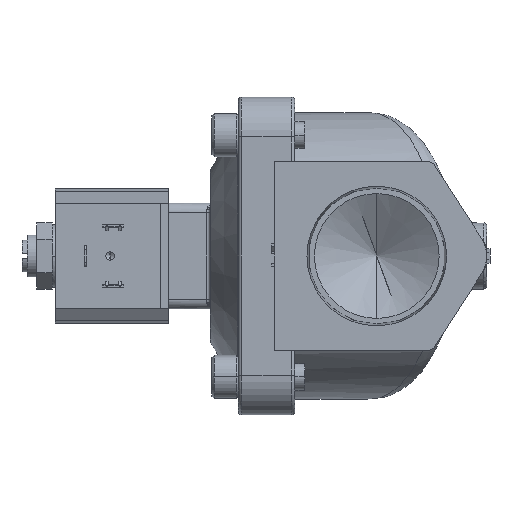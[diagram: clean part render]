
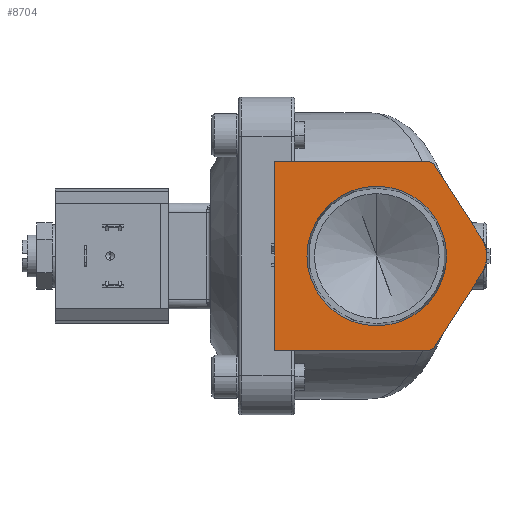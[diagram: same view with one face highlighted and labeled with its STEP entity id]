
A CAD part, left-side view. The second image highlights one B-rep face of the part: STEP entity #8704.
In plain terms, the highlighted planar face has unit normal (-1, 0, 0).
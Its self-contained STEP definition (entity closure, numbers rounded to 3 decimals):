
#115 = AXIS2_PLACEMENT_3D ( 'NONE', #13794, #9053, #7933 ) ;
#269 = ORIENTED_EDGE ( 'NONE', *, *, #8625, .T. ) ;
#1323 = CARTESIAN_POINT ( 'NONE',  ( -65.5, -48.911, 28.5 ) ) ;
#1422 = VERTEX_POINT ( 'NONE', #1323 ) ;
#1578 = VERTEX_POINT ( 'NONE', #4343 ) ;
#1580 = VERTEX_POINT ( 'NONE', #11781 ) ;
#1683 = DIRECTION ( 'NONE',  ( -1., 0., 0. ) ) ;
#1730 = DIRECTION ( 'NONE',  ( 0., 0., 1. ) ) ;
#2016 = VERTEX_POINT ( 'NONE', #4483 ) ;
#2383 = VERTEX_POINT ( 'NONE', #3228 ) ;
#2403 = ORIENTED_EDGE ( 'NONE', *, *, #12100, .T. ) ;
#2519 = EDGE_CURVE ( 'NONE', #14298, #1422, #13424, .T. ) ;
#3028 = VECTOR ( 'NONE', #13709, 1000. ) ;
#3228 = CARTESIAN_POINT ( 'NONE',  ( -65.5, -2.5, 28.5 ) ) ;
#3613 = VERTEX_POINT ( 'NONE', #3995 ) ;
#3857 = ORIENTED_EDGE ( 'NONE', *, *, #10326, .F. ) ;
#3868 = LINE ( 'NONE', #6355, #11191 ) ;
#3995 = CARTESIAN_POINT ( 'NONE',  ( -65.5, -50.591, -27.585 ) ) ;
#4219 = CIRCLE ( 'NONE', #5504, 21.082 ) ;
#4343 = CARTESIAN_POINT ( 'NONE',  ( -65.5, -64.901, 5.425 ) ) ;
#4395 = ORIENTED_EDGE ( 'NONE', *, *, #13777, .T. ) ;
#4483 = CARTESIAN_POINT ( 'NONE',  ( -65.5, -2.5, -28.5 ) ) ;
#4654 = FACE_BOUND ( 'NONE', #13254, .T. ) ;
#4841 = EDGE_LOOP ( 'NONE', ( #2403, #6623, #10084, #6234, #269, #9546, #4395, #5194 ) ) ;
#5147 = LINE ( 'NONE', #8825, #3028 ) ;
#5194 = ORIENTED_EDGE ( 'NONE', *, *, #7901, .T. ) ;
#5305 = CARTESIAN_POINT ( 'NONE',  ( -65.5, -56.5, 28.5 ) ) ;
#5394 = CARTESIAN_POINT ( 'NONE',  ( -65.5, -33.3, 21.082 ) ) ;
#5504 = AXIS2_PLACEMENT_3D ( 'NONE', #6156, #12072, #15773 ) ;
#5557 = VERTEX_POINT ( 'NONE', #13904 ) ;
#5990 = AXIS2_PLACEMENT_3D ( 'NONE', #15122, #1683, #11213 ) ;
#6156 = CARTESIAN_POINT ( 'NONE',  ( -65.5, -33.3, 0. ) ) ;
#6234 = ORIENTED_EDGE ( 'NONE', *, *, #2519, .T. ) ;
#6355 = CARTESIAN_POINT ( 'NONE',  ( -65.5, -2.5, 0. ) ) ;
#6363 = DIRECTION ( 'NONE',  ( 0., -0.542, 0.84 ) ) ;
#6435 = CARTESIAN_POINT ( 'NONE',  ( -65.5, -50.591, -27.585 ) ) ;
#6623 = ORIENTED_EDGE ( 'NONE', *, *, #7394, .T. ) ;
#6812 = PLANE ( 'NONE',  #12371 ) ;
#7133 = DIRECTION ( 'NONE',  ( -1., 0., 0. ) ) ;
#7371 = CARTESIAN_POINT ( 'NONE',  ( -65.5, -48.911, 26.5 ) ) ;
#7394 = EDGE_CURVE ( 'NONE', #1580, #1578, #9220, .T. ) ;
#7449 = DIRECTION ( 'NONE',  ( -1., 0., 0. ) ) ;
#7562 = EDGE_CURVE ( 'NONE', #11301, #8342, #9809, .T. ) ;
#7901 = EDGE_CURVE ( 'NONE', #5557, #3613, #10330, .T. ) ;
#7933 = DIRECTION ( 'NONE',  ( 0., 0., 1. ) ) ;
#7975 = AXIS2_PLACEMENT_3D ( 'NONE', #12929, #12686, #1730 ) ;
#8175 = DIRECTION ( 'NONE',  ( 0., 0., 1. ) ) ;
#8342 = VERTEX_POINT ( 'NONE', #5394 ) ;
#8493 = CARTESIAN_POINT ( 'NONE',  ( -65.5, -56.5, -28.5 ) ) ;
#8612 = CARTESIAN_POINT ( 'NONE',  ( -65.5, -33.3, -21.082 ) ) ;
#8625 = EDGE_CURVE ( 'NONE', #1422, #2383, #10117, .T. ) ;
#8704 = ADVANCED_FACE ( 'NONE', ( #4654, #10585 ), #6812, .T. ) ;
#8793 = VECTOR ( 'NONE', #15228, 1000. ) ;
#8825 = CARTESIAN_POINT ( 'NONE',  ( -65.5, -64.901, 5.425 ) ) ;
#8844 = LINE ( 'NONE', #6435, #8905 ) ;
#8905 = VECTOR ( 'NONE', #6363, 1000. ) ;
#9053 = DIRECTION ( 'NONE',  ( -1., 0., 0. ) ) ;
#9220 = CIRCLE ( 'NONE', #7975, 10. ) ;
#9546 = ORIENTED_EDGE ( 'NONE', *, *, #15322, .T. ) ;
#9809 = CIRCLE ( 'NONE', #115, 21.082 ) ;
#10084 = ORIENTED_EDGE ( 'NONE', *, *, #12786, .T. ) ;
#10117 = LINE ( 'NONE', #5305, #8793 ) ;
#10326 = EDGE_CURVE ( 'NONE', #8342, #11301, #4219, .T. ) ;
#10330 = CIRCLE ( 'NONE', #5990, 2. ) ;
#10507 = CARTESIAN_POINT ( 'NONE',  ( -65.5, -56.5, 0. ) ) ;
#10585 = FACE_OUTER_BOUND ( 'NONE', #4841, .T. ) ;
#11052 = ORIENTED_EDGE ( 'NONE', *, *, #7562, .F. ) ;
#11191 = VECTOR ( 'NONE', #11314, 1000. ) ;
#11213 = DIRECTION ( 'NONE',  ( 0., 0., 1. ) ) ;
#11301 = VERTEX_POINT ( 'NONE', #8612 ) ;
#11314 = DIRECTION ( 'NONE',  ( 0., 0., -1. ) ) ;
#11781 = CARTESIAN_POINT ( 'NONE',  ( -65.5, -64.901, -5.425 ) ) ;
#12007 = LINE ( 'NONE', #8493, #15034 ) ;
#12072 = DIRECTION ( 'NONE',  ( -1., 0., 0. ) ) ;
#12100 = EDGE_CURVE ( 'NONE', #3613, #1580, #8844, .T. ) ;
#12141 = AXIS2_PLACEMENT_3D ( 'NONE', #7371, #7449, #13621 ) ;
#12371 = AXIS2_PLACEMENT_3D ( 'NONE', #10507, #7133, #8175 ) ;
#12534 = CARTESIAN_POINT ( 'NONE',  ( -65.5, -50.591, 27.585 ) ) ;
#12686 = DIRECTION ( 'NONE',  ( -1., 0., 0. ) ) ;
#12786 = EDGE_CURVE ( 'NONE', #1578, #14298, #5147, .T. ) ;
#12929 = CARTESIAN_POINT ( 'NONE',  ( -65.5, -56.5, 0. ) ) ;
#13254 = EDGE_LOOP ( 'NONE', ( #3857, #11052 ) ) ;
#13374 = DIRECTION ( 'NONE',  ( 0., -1., 0. ) ) ;
#13424 = CIRCLE ( 'NONE', #12141, 2. ) ;
#13621 = DIRECTION ( 'NONE',  ( 0., 0., 1. ) ) ;
#13709 = DIRECTION ( 'NONE',  ( 0., 0.542, 0.84 ) ) ;
#13777 = EDGE_CURVE ( 'NONE', #2016, #5557, #12007, .T. ) ;
#13794 = CARTESIAN_POINT ( 'NONE',  ( -65.5, -33.3, 0. ) ) ;
#13904 = CARTESIAN_POINT ( 'NONE',  ( -65.5, -48.911, -28.5 ) ) ;
#14298 = VERTEX_POINT ( 'NONE', #12534 ) ;
#15034 = VECTOR ( 'NONE', #13374, 1000. ) ;
#15122 = CARTESIAN_POINT ( 'NONE',  ( -65.5, -48.911, -26.5 ) ) ;
#15228 = DIRECTION ( 'NONE',  ( 0., 1., 0. ) ) ;
#15322 = EDGE_CURVE ( 'NONE', #2383, #2016, #3868, .T. ) ;
#15773 = DIRECTION ( 'NONE',  ( 0., 0., 1. ) ) ;
